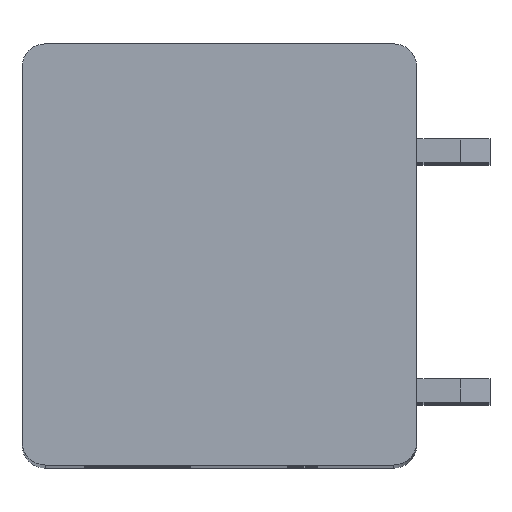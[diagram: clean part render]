
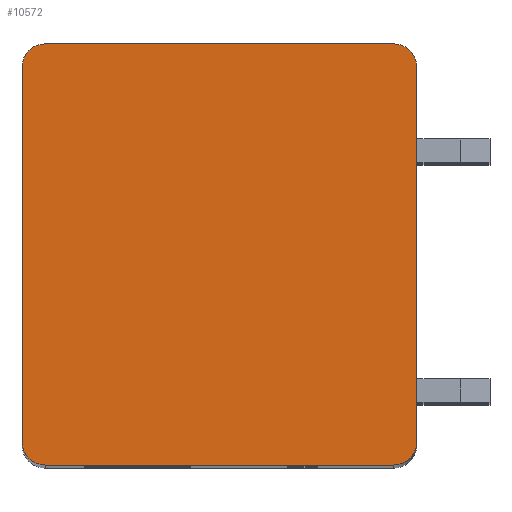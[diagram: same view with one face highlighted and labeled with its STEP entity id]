
A CAD part, top view. The second image highlights one B-rep face of the part: STEP entity #10572.
In plain terms, the highlighted planar face has unit normal (0, 0, 1).
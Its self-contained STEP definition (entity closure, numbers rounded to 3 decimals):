
#1645=CARTESIAN_POINT('',(-5.95,6.4,2.5));
#1646=DIRECTION('',(0.,0.,1.));
#1647=DIRECTION('',(0.,1.,0.));
#1648=AXIS2_PLACEMENT_3D('',#1645,#1646,#1647);
#1650=DIRECTION('',(-1.,0.,0.));
#1651=VECTOR('',#1650,11.9);
#1652=CARTESIAN_POINT('',(5.95,7.2,2.5));
#1653=LINE('',#1652,#1651);
#1654=CARTESIAN_POINT('',(5.95,6.4,2.5));
#1655=DIRECTION('',(0.,0.,1.));
#1656=DIRECTION('',(1.,0.,0.));
#1657=AXIS2_PLACEMENT_3D('',#1654,#1655,#1656);
#1659=DIRECTION('',(0.,1.,0.));
#1660=VECTOR('',#1659,12.8);
#1661=CARTESIAN_POINT('',(6.75,-6.4,2.5));
#1662=LINE('',#1661,#1660);
#1663=CARTESIAN_POINT('',(5.95,-6.4,2.5));
#1664=DIRECTION('',(0.,0.,1.));
#1665=DIRECTION('',(0.,-1.,0.));
#1666=AXIS2_PLACEMENT_3D('',#1663,#1664,#1665);
#1668=DIRECTION('',(1.,0.,0.));
#1669=VECTOR('',#1668,11.9);
#1670=CARTESIAN_POINT('',(-5.95,-7.2,2.5));
#1671=LINE('',#1670,#1669);
#1672=CARTESIAN_POINT('',(-5.95,-6.4,2.5));
#1673=DIRECTION('',(0.,0.,1.));
#1674=DIRECTION('',(-1.,0.,0.));
#1675=AXIS2_PLACEMENT_3D('',#1672,#1673,#1674);
#1677=DIRECTION('',(0.,-1.,0.));
#1678=VECTOR('',#1677,12.8);
#1679=CARTESIAN_POINT('',(-6.75,6.4,2.5));
#1680=LINE('',#1679,#1678);
#7625=CARTESIAN_POINT('',(-5.95,7.2,2.5));
#7626=VERTEX_POINT('',#7625);
#7627=CARTESIAN_POINT('',(-6.75,6.4,2.5));
#7628=VERTEX_POINT('',#7627);
#7633=CARTESIAN_POINT('',(6.75,6.4,2.5));
#7634=VERTEX_POINT('',#7633);
#7635=CARTESIAN_POINT('',(5.95,7.2,2.5));
#7636=VERTEX_POINT('',#7635);
#7641=CARTESIAN_POINT('',(-6.75,-6.4,2.5));
#7642=VERTEX_POINT('',#7641);
#7643=CARTESIAN_POINT('',(-5.95,-7.2,2.5));
#7644=VERTEX_POINT('',#7643);
#7649=CARTESIAN_POINT('',(5.95,-7.2,2.5));
#7650=VERTEX_POINT('',#7649);
#7651=CARTESIAN_POINT('',(6.75,-6.4,2.5));
#7652=VERTEX_POINT('',#7651);
#10557=CARTESIAN_POINT('',(0.,0.,2.5));
#10558=DIRECTION('',(0.,0.,1.));
#10559=DIRECTION('',(1.,0.,0.));
#10560=AXIS2_PLACEMENT_3D('',#10557,#10558,#10559);
#10561=PLANE('',#10560);
#10562=ORIENTED_EDGE('',*,*,#9589,.F.);
#10563=ORIENTED_EDGE('',*,*,#9605,.F.);
#10564=ORIENTED_EDGE('',*,*,#9906,.F.);
#10565=ORIENTED_EDGE('',*,*,#9921,.F.);
#10566=ORIENTED_EDGE('',*,*,#10174,.F.);
#10567=ORIENTED_EDGE('',*,*,#10187,.F.);
#10568=ORIENTED_EDGE('',*,*,#10538,.F.);
#10569=ORIENTED_EDGE('',*,*,#10550,.F.);
#10570=EDGE_LOOP('',(#10562,#10563,#10564,#10565,#10566,#10567,#10568,#10569));
#10571=FACE_OUTER_BOUND('',#10570,.F.);
#1649=CIRCLE('',#1648,0.8);
#1658=CIRCLE('',#1657,0.8);
#1667=CIRCLE('',#1666,0.8);
#1676=CIRCLE('',#1675,0.8);
#9589=EDGE_CURVE('',#7626,#7628,#1649,.T.);
#9605=EDGE_CURVE('',#7636,#7626,#1653,.T.);
#9906=EDGE_CURVE('',#7634,#7636,#1658,.T.);
#9921=EDGE_CURVE('',#7652,#7634,#1662,.T.);
#10174=EDGE_CURVE('',#7650,#7652,#1667,.T.);
#10187=EDGE_CURVE('',#7644,#7650,#1671,.T.);
#10538=EDGE_CURVE('',#7642,#7644,#1676,.T.);
#10550=EDGE_CURVE('',#7628,#7642,#1680,.T.);
#10572=ADVANCED_FACE('',(#10571),#10561,.T.);
